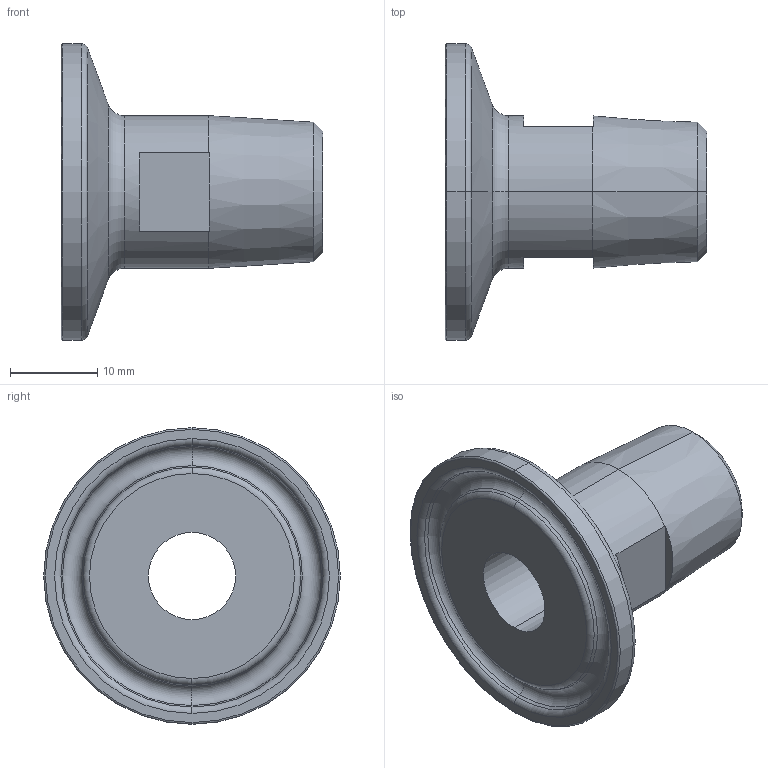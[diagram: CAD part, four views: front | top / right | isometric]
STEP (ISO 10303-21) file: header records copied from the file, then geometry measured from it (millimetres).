
FILE_DESCRIPTION (( 'STEP AP214' ), '1' );
FILE_NAME ('AM.D10.038.STEP', '2020-03-26T14:02:10', ( '' ), ( '' ), 'SwSTEP 2.0', 'SolidWorks 2019', '' );
FILE_SCHEMA (( 'AUTOMOTIVE_DESIGN' ));
Length unit declared in the file: millimetre
Products named in the file (1): AM.D10.038
Bounding box: 30 x 34 x 34 mm (x, y, z)
Volume: 6935.3 mm3; surface area: 4281.4 mm2
Topology: 1 solids, 1 shells, 37 faces, 80 edges, 46 vertices
Faces by surface type: torus 12, cone 10, plane 9, cylinder 6
Entity records: 1052 total; most frequent: DIRECTION 204, CARTESIAN_POINT 176, ORIENTED_EDGE 160, AXIS2_PLACEMENT_3D 90, EDGE_CURVE 80, CIRCLE 52, VERTEX_POINT 46, EDGE_LOOP 40
